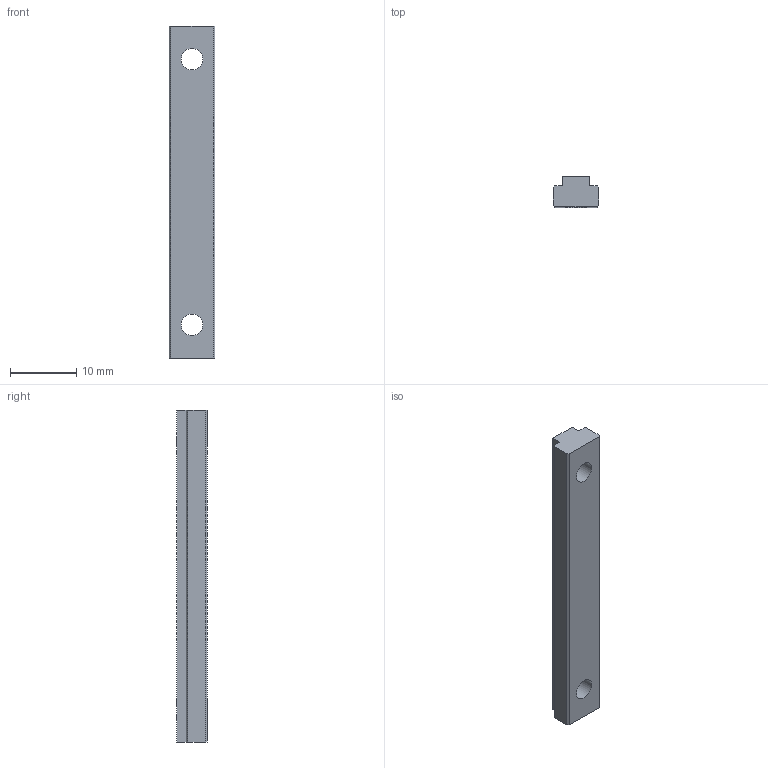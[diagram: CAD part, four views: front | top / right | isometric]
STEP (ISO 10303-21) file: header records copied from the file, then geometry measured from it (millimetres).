
FILE_DESCRIPTION(/* description */ ('Nutenstein BEK-A'),/* implementation_level */ '2;1');
FILE_NAME(/* name */ 'Nutenstein BEK-A.stp',/* time_stamp */ '2020-02-27T13:50:03+01:00',/* author */ ('S. Sandt'),/* organization */ ('di-soric GmbH & Co. KG'),/* preprocessor_version */ 'ST-DEVELOPER v18',/* originating_system */ 'Autodesk Inventor 2020',/* authorisation */ '');
FILE_SCHEMA (('AUTOMOTIVE_DESIGN { 1 0 10303 214 3 1 1 }'));
Length unit declared in the file: millimetre
Products named in the file (1): 590.0528.120
Bounding box: 6.9 x 4.6 x 50 mm (x, y, z)
Volume: 1308.8 mm3; surface area: 1236.8 mm2
Topology: 1 solids, 1 shells, 16 faces, 44 edges, 30 vertices
Faces by surface type: plane 14, cylinder 2
Full cylindrical faces by diameter (mm): 3.242 x2
Entity records: 559 total; most frequent: CARTESIAN_POINT 91, ORIENTED_EDGE 88, DIRECTION 84, EDGE_CURVE 44, LINE 38, VECTOR 38, VERTEX_POINT 30, AXIS2_PLACEMENT_3D 23
